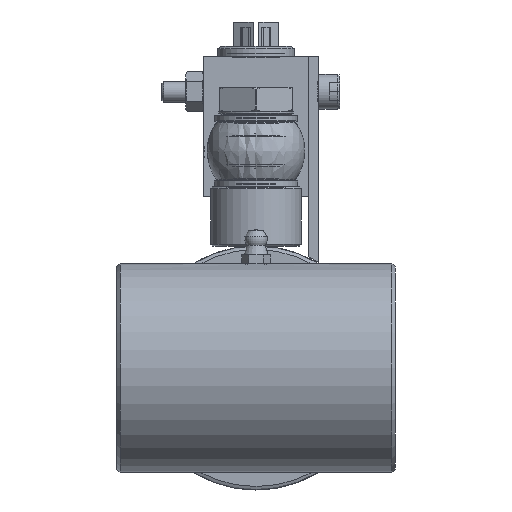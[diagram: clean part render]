
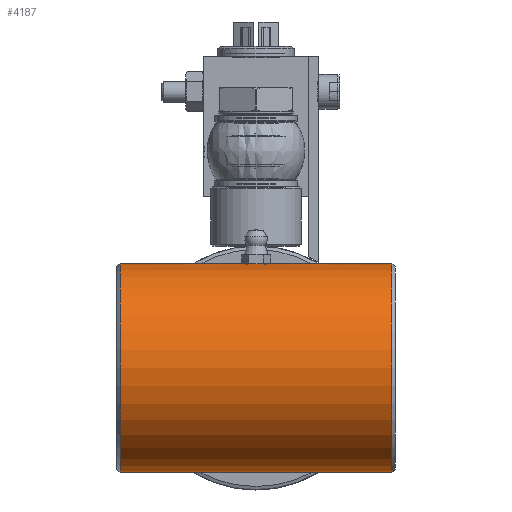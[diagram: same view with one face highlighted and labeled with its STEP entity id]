
A CAD part, left-side view. The second image highlights one B-rep face of the part: STEP entity #4187.
In plain terms, the highlighted cylindrical face has radius 30 mm (diameter 60 mm), a full revolution.
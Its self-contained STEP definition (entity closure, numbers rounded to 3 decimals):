
#35 = CARTESIAN_POINT ( 'NONE',  ( -32.126, 1.047, 29.925 ) ) ;
#104 = DIRECTION ( 'NONE',  ( 1., 0., 0. ) ) ;
#279 = EDGE_CURVE ( 'NONE', #24626, #24626, #19627, .T. ) ;
#307 = CARTESIAN_POINT ( 'NONE',  ( -27.635, -0.154, 29.907 ) ) ;
#384 = DIRECTION ( 'NONE',  ( 0., -1., 0. ) ) ;
#438 = CARTESIAN_POINT ( 'NONE',  ( -28.22, 1.565, 29.947 ) ) ;
#1668 = CARTESIAN_POINT ( 'NONE',  ( -32.289, 0.613, 29.913 ) ) ;
#1784 = CARTESIAN_POINT ( 'NONE',  ( -32.365, 0.153, 29.907 ) ) ;
#2048 = CARTESIAN_POINT ( 'NONE',  ( -30.312, 2.349, 29.999 ) ) ;
#2450 = CARTESIAN_POINT ( 'NONE',  ( -27.874, -1.047, 29.925 ) ) ;
#2719 = CARTESIAN_POINT ( 'NONE',  ( 0., -39., 0. ) ) ;
#3558 = VERTEX_POINT ( 'NONE', #11737 ) ;
#3920 = FACE_OUTER_BOUND ( 'NONE', #13342, .T. ) ;
#3950 = ORIENTED_EDGE ( 'NONE', *, *, #7390, .T. ) ;
#4029 = CARTESIAN_POINT ( 'NONE',  ( -28.811, 2.068, 29.978 ) ) ;
#4187 = ADVANCED_FACE ( 'NONE', ( #3920, #9962, #9707 ), #25721, .T. ) ;
#4292 = CARTESIAN_POINT ( 'NONE',  ( -28.95, -2.125, 29.982 ) ) ;
#4686 = CARTESIAN_POINT ( 'NONE',  ( -27.755, -0.76, 29.916 ) ) ;
#5868 = CARTESIAN_POINT ( 'NONE',  ( -30.615, 2.289, 29.994 ) ) ;
#5986 = CARTESIAN_POINT ( 'NONE',  ( -29.693, 2.35, 29.999 ) ) ;
#6366 = CARTESIAN_POINT ( 'NONE',  ( -27.71, -0.61, 29.912 ) ) ;
#6497 = CARTESIAN_POINT ( 'NONE',  ( -27.635, 0.158, 29.907 ) ) ;
#6640 = CARTESIAN_POINT ( 'NONE',  ( -27.946, -1.183, 29.93 ) ) ;
#7081 = ORIENTED_EDGE ( 'NONE', *, *, #279, .F. ) ;
#7390 = EDGE_CURVE ( 'NONE', #11897, #11897, #7831, .T. ) ;
#7550 = CARTESIAN_POINT ( 'NONE',  ( -32.35, 0.31, 29.908 ) ) ;
#7817 = CARTESIAN_POINT ( 'NONE',  ( -31.563, 1.782, 29.959 ) ) ;
#7831 = B_SPLINE_CURVE_WITH_KNOTS ( 'NONE', 3,
 ( #22139, #9547, #23691, #20153, #23831, #17745, #18020, #21879, #19769, #13647, #11811, #11939, #19894, #17616, #25695, #1784, #7550, #1668, #9684, #35, #9805, #17871, #25954, #7817, #26094, #7965, #16017, #23954, #5868, #2048, #24085, #13909, #5986, #8077, #14032, #4029, #22785, #438, #20411, #14435, #24613, #24898, #12719, #18835, #6497, #307, #12458, #6366, #4686, #2450, #6640, #14305, #10730, #20814, #8355, #20560, #4292, #22521, #8480, #16804 ),
 .UNSPECIFIED., .T., .F.,
 ( 4, 2, 2, 2, 2, 2, 2, 2, 2, 2, 2, 2, 2, 2, 2, 2, 2, 2, 2, 2, 2, 2, 2, 2, 2, 2, 2, 2, 2, 4 ),
 ( 0., 0., 0.001, 0.001, 0.002, 0.002, 0.003, 0.004, 0.004, 0.005, 0.005, 0.006, 0.006, 0.006, 0.007, 0.007, 0.008, 0.008, 0.009, 0.01, 0.01, 0.011, 0.011, 0.012, 0.012, 0.012, 0.013, 0.013, 0.014, 0.015 ),
 .UNSPECIFIED. ) ;
#7965 = CARTESIAN_POINT ( 'NONE',  ( -31.187, 2.051, 29.977 ) ) ;
#8077 = CARTESIAN_POINT ( 'NONE',  ( -29.388, 2.29, 29.994 ) ) ;
#8355 = CARTESIAN_POINT ( 'NONE',  ( -28.554, -1.878, 29.965 ) ) ;
#8480 = CARTESIAN_POINT ( 'NONE',  ( -29.687, -2.365, 30. ) ) ;
#8755 = AXIS2_PLACEMENT_3D ( 'NONE', #11644, #21840, #19734 ) ;
#9230 = EDGE_LOOP ( 'NONE', ( #3950 ) ) ;
#9430 = CARTESIAN_POINT ( 'NONE',  ( -30., -45., 0. ) ) ;
#9547 = CARTESIAN_POINT ( 'NONE',  ( -30.156, -2.365, 30. ) ) ;
#9684 = CARTESIAN_POINT ( 'NONE',  ( -32.245, 0.761, 29.916 ) ) ;
#9707 = FACE_BOUND ( 'NONE', #9230, .T. ) ;
#9805 = CARTESIAN_POINT ( 'NONE',  ( -32.052, 1.185, 29.93 ) ) ;
#9962 = FACE_OUTER_BOUND ( 'NONE', #12673, .T. ) ;
#10730 = CARTESIAN_POINT ( 'NONE',  ( -28.217, -1.562, 29.947 ) ) ;
#11572 = DIRECTION ( 'NONE',  ( 0., -1., 0. ) ) ;
#11574 = AXIS2_PLACEMENT_3D ( 'NONE', #13855, #384, #104 ) ;
#11644 = CARTESIAN_POINT ( 'NONE',  ( -30., 39., 0. ) ) ;
#11737 = CARTESIAN_POINT ( 'NONE',  ( 0., 39., 0. ) ) ;
#11811 = CARTESIAN_POINT ( 'NONE',  ( -31.879, -1.444, 29.941 ) ) ;
#11897 = VERTEX_POINT ( 'NONE', #19965 ) ;
#11939 = CARTESIAN_POINT ( 'NONE',  ( -32.052, -1.186, 29.93 ) ) ;
#12458 = CARTESIAN_POINT ( 'NONE',  ( -27.65, -0.308, 29.908 ) ) ;
#12673 = EDGE_LOOP ( 'NONE', ( #7081 ) ) ;
#12719 = CARTESIAN_POINT ( 'NONE',  ( -27.711, 0.614, 29.913 ) ) ;
#13342 = EDGE_LOOP ( 'NONE', ( #20466 ) ) ;
#13647 = CARTESIAN_POINT ( 'NONE',  ( -31.782, -1.563, 29.947 ) ) ;
#13855 = CARTESIAN_POINT ( 'NONE',  ( -30., -39., 0. ) ) ;
#13856 = EDGE_CURVE ( 'NONE', #3558, #3558, #21028, .T. ) ;
#13909 = CARTESIAN_POINT ( 'NONE',  ( -29.846, 2.365, 30. ) ) ;
#14032 = CARTESIAN_POINT ( 'NONE',  ( -29.239, 2.244, 29.991 ) ) ;
#14305 = CARTESIAN_POINT ( 'NONE',  ( -28.118, -1.44, 29.941 ) ) ;
#14435 = CARTESIAN_POINT ( 'NONE',  ( -27.948, 1.187, 29.93 ) ) ;
#16017 = CARTESIAN_POINT ( 'NONE',  ( -31.049, 2.125, 29.982 ) ) ;
#16804 = CARTESIAN_POINT ( 'NONE',  ( -30., -2.365, 30. ) ) ;
#17616 = CARTESIAN_POINT ( 'NONE',  ( -32.303, -0.621, 29.912 ) ) ;
#17745 = CARTESIAN_POINT ( 'NONE',  ( -31.049, -2.125, 29.982 ) ) ;
#17871 = CARTESIAN_POINT ( 'NONE',  ( -31.881, 1.442, 29.941 ) ) ;
#18020 = CARTESIAN_POINT ( 'NONE',  ( -31.185, -2.053, 29.977 ) ) ;
#18835 = CARTESIAN_POINT ( 'NONE',  ( -27.651, 0.312, 29.908 ) ) ;
#19627 = CIRCLE ( 'NONE', #11574, 30. ) ;
#19734 = DIRECTION ( 'NONE',  ( 1., 0., 0. ) ) ;
#19769 = CARTESIAN_POINT ( 'NONE',  ( -31.563, -1.781, 29.959 ) ) ;
#19794 = DIRECTION ( 'NONE',  ( 1., 0., 0. ) ) ;
#19894 = CARTESIAN_POINT ( 'NONE',  ( -32.126, -1.048, 29.925 ) ) ;
#19965 = CARTESIAN_POINT ( 'NONE',  ( -30., -2.365, 30. ) ) ;
#20153 = CARTESIAN_POINT ( 'NONE',  ( -30.612, -2.29, 29.994 ) ) ;
#20411 = CARTESIAN_POINT ( 'NONE',  ( -28.12, 1.443, 29.941 ) ) ;
#20466 = ORIENTED_EDGE ( 'NONE', *, *, #13856, .T. ) ;
#20560 = CARTESIAN_POINT ( 'NONE',  ( -28.812, -2.051, 29.977 ) ) ;
#20814 = CARTESIAN_POINT ( 'NONE',  ( -28.435, -1.78, 29.959 ) ) ;
#21028 = CIRCLE ( 'NONE', #8755, 30. ) ;
#21840 = DIRECTION ( 'NONE',  ( 0., -1., 0. ) ) ;
#21879 = CARTESIAN_POINT ( 'NONE',  ( -31.442, -1.881, 29.966 ) ) ;
#22139 = CARTESIAN_POINT ( 'NONE',  ( -30., -2.365, 30. ) ) ;
#22521 = CARTESIAN_POINT ( 'NONE',  ( -29.377, -2.302, 29.995 ) ) ;
#22785 = CARTESIAN_POINT ( 'NONE',  ( -28.548, 1.892, 29.966 ) ) ;
#23691 = CARTESIAN_POINT ( 'NONE',  ( -30.31, -2.35, 29.999 ) ) ;
#23831 = CARTESIAN_POINT ( 'NONE',  ( -30.763, -2.244, 29.991 ) ) ;
#23954 = CARTESIAN_POINT ( 'NONE',  ( -30.763, 2.244, 29.991 ) ) ;
#24085 = CARTESIAN_POINT ( 'NONE',  ( -30.155, 2.365, 30. ) ) ;
#24613 = CARTESIAN_POINT ( 'NONE',  ( -27.876, 1.051, 29.925 ) ) ;
#24626 = VERTEX_POINT ( 'NONE', #2719 ) ;
#24878 = AXIS2_PLACEMENT_3D ( 'NONE', #9430, #11572, #19794 ) ;
#24898 = CARTESIAN_POINT ( 'NONE',  ( -27.757, 0.765, 29.916 ) ) ;
#25695 = CARTESIAN_POINT ( 'NONE',  ( -32.365, -0.31, 29.907 ) ) ;
#25721 = CYLINDRICAL_SURFACE ( 'NONE', #24878, 30. ) ;
#25954 = CARTESIAN_POINT ( 'NONE',  ( -31.783, 1.561, 29.947 ) ) ;
#26094 = CARTESIAN_POINT ( 'NONE',  ( -31.443, 1.88, 29.966 ) ) ;
